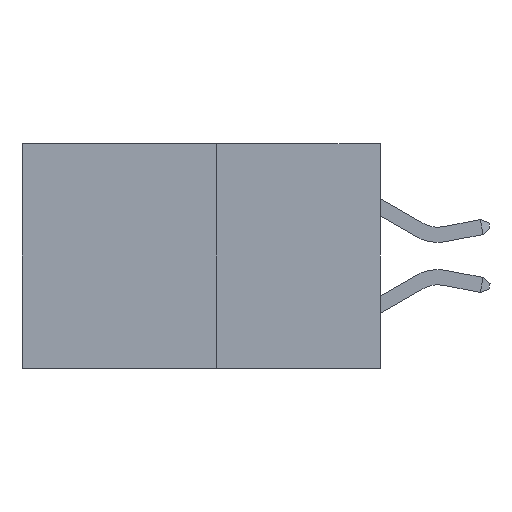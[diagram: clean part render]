
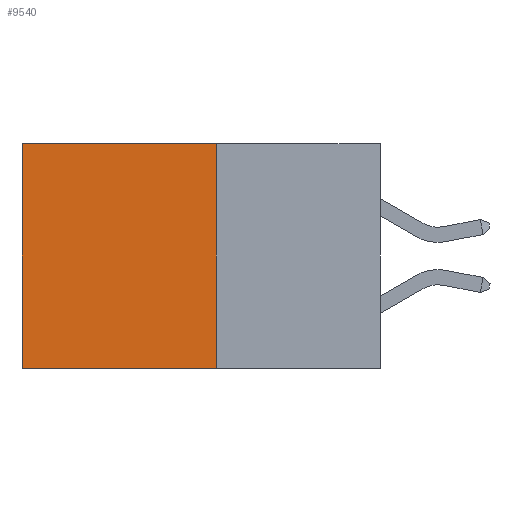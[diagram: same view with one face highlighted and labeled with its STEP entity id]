
A CAD part, left-side view. The second image highlights one B-rep face of the part: STEP entity #9540.
In plain terms, the highlighted planar face has unit normal (-1, 0, 0).
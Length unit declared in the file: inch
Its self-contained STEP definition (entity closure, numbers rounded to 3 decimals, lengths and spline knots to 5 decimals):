
#5 = VECTOR ( 'NONE', #2295, 39.37008 ) ;
#346 = EDGE_CURVE ( 'NONE', #7220, #824, #6861, .T. ) ;
#650 = ORIENTED_EDGE ( 'NONE', *, *, #2966, .T. ) ;
#805 = VECTOR ( 'NONE', #5628, 39.37008 ) ;
#824 = VERTEX_POINT ( 'NONE', #3839 ) ;
#842 = VERTEX_POINT ( 'NONE', #7588 ) ;
#1049 = CARTESIAN_POINT ( 'NONE',  ( 0.277, 0.27, 0. ) ) ;
#1702 = CARTESIAN_POINT ( 'NONE',  ( 0.277, 0.27, -0.37 ) ) ;
#2024 = VERTEX_POINT ( 'NONE', #9272 ) ;
#2028 = CARTESIAN_POINT ( 'NONE',  ( 0.277, 0.27, -0.37 ) ) ;
#2295 = DIRECTION ( 'NONE',  ( 0., 0., -1. ) ) ;
#2360 = EDGE_CURVE ( 'NONE', #842, #7220, #5135, .T. ) ;
#2363 = DIRECTION ( 'NONE',  ( 0., 0., -1. ) ) ;
#2469 = DIRECTION ( 'NONE',  ( 1., 0., 0. ) ) ;
#2966 = EDGE_CURVE ( 'NONE', #2024, #824, #8110, .T. ) ;
#3839 = CARTESIAN_POINT ( 'NONE',  ( 0.277, 0.59, -0.37 ) ) ;
#4618 = ORIENTED_EDGE ( 'NONE', *, *, #346, .F. ) ;
#5135 = LINE ( 'NONE', #2028, #7158 ) ;
#5195 = CARTESIAN_POINT ( 'NONE',  ( 0.277, 0.27, -0.37 ) ) ;
#5200 = ORIENTED_EDGE ( 'NONE', *, *, #2360, .F. ) ;
#5433 = FACE_OUTER_BOUND ( 'NONE', #7486, .T. ) ;
#5552 = CARTESIAN_POINT ( 'NONE',  ( 0.277, 0.27, -0.37 ) ) ;
#5628 = DIRECTION ( 'NONE',  ( 0., 1., 0. ) ) ;
#6289 = PLANE ( 'NONE',  #8837 ) ;
#6384 = VECTOR ( 'NONE', #9627, 39.37008 ) ;
#6861 = LINE ( 'NONE', #5195, #6384 ) ;
#7158 = VECTOR ( 'NONE', #2363, 39.37008 ) ;
#7220 = VERTEX_POINT ( 'NONE', #5552 ) ;
#7486 = EDGE_LOOP ( 'NONE', ( #650, #4618, #5200, #8992 ) ) ;
#7588 = CARTESIAN_POINT ( 'NONE',  ( 0.277, 0.27, 0. ) ) ;
#7622 = CARTESIAN_POINT ( 'NONE',  ( 0.277, 0.59, -0.37 ) ) ;
#7783 = DIRECTION ( 'NONE',  ( 0., 0., -1. ) ) ;
#8110 = LINE ( 'NONE', #7622, #5 ) ;
#8476 = EDGE_CURVE ( 'NONE', #842, #2024, #8640, .T. ) ;
#8640 = LINE ( 'NONE', #1049, #805 ) ;
#8837 = AXIS2_PLACEMENT_3D ( 'NONE', #1702, #2469, #7783 ) ;
#8992 = ORIENTED_EDGE ( 'NONE', *, *, #8476, .T. ) ;
#9272 = CARTESIAN_POINT ( 'NONE',  ( 0.277, 0.59, 0. ) ) ;
#9540 = ADVANCED_FACE ( 'NONE', ( #5433 ), #6289, .F. ) ;
#9627 = DIRECTION ( 'NONE',  ( 0., 1., 0. ) ) ;
